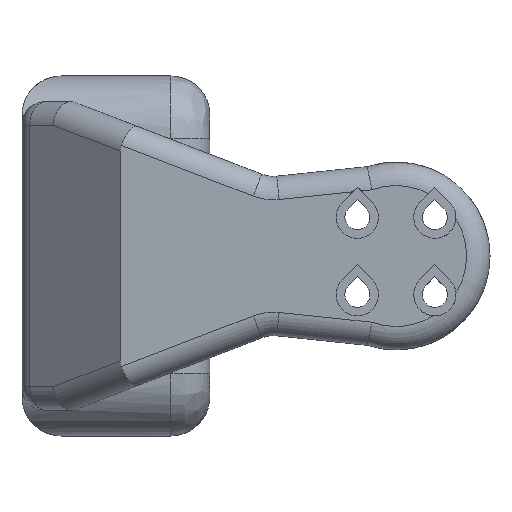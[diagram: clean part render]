
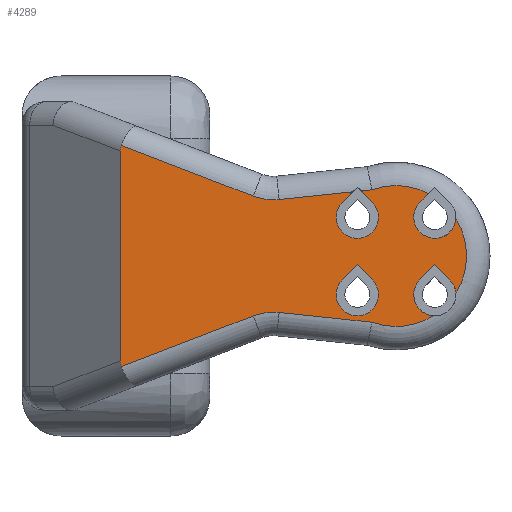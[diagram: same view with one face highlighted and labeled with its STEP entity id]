
A CAD part, front view. The second image highlights one B-rep face of the part: STEP entity #4289.
In plain terms, the highlighted planar face has unit normal (0, -1, 0).
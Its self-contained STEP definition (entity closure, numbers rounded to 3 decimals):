
#68=FACE_BOUND('',#615,.T.);
#109=ELLIPSE('',#4603,4.662,3.);
#110=ELLIPSE('',#4604,4.662,3.);
#177=CIRCLE('',#4591,7.2);
#180=CIRCLE('',#4595,7.2);
#181=CIRCLE('',#4596,9.);
#182=CIRCLE('',#4597,2.7);
#183=CIRCLE('',#4598,2.7);
#184=CIRCLE('',#4599,9.);
#185=CIRCLE('',#4600,2.7);
#186=CIRCLE('',#4601,9.);
#187=CIRCLE('',#4602,2.7);
#188=CIRCLE('',#4605,2.7);
#378=FACE_OUTER_BOUND('',#614,.T.);
#614=EDGE_LOOP('',(#3123,#3124,#3125,#3126,#3127,#3128,#3129,#3130,#3131,
#3132,#3133,#3134,#3135,#3136,#3137,#3138,#3139,#3140,#3141,#3142,#3143,
#3144));
#615=EDGE_LOOP('',(#3145,#3146,#3147));
#978=LINE('',#6578,#1431);
#979=LINE('',#6584,#1432);
#980=LINE('',#6586,#1433);
#981=LINE('',#6594,#1434);
#982=LINE('',#6598,#1435);
#983=LINE('',#6600,#1436);
#984=LINE('',#6604,#1437);
#985=LINE('',#6605,#1438);
#986=LINE('',#6607,#1439);
#987=LINE('',#6611,#1440);
#988=LINE('',#6614,#1441);
#989=LINE('',#6617,#1442);
#990=LINE('',#6620,#1443);
#1431=VECTOR('',#5262,5.873);
#1432=VECTOR('',#5267,1.195);
#1433=VECTOR('',#5268,2.521);
#1434=VECTOR('',#5275,2.757);
#1435=VECTOR('',#5278,5.873);
#1436=VECTOR('',#5279,2.757);
#1437=VECTOR('',#5282,2.757);
#1438=VECTOR('',#5283,5.873);
#1439=VECTOR('',#5284,18.051);
#1440=VECTOR('',#5287,26.808);
#1441=VECTOR('',#5290,18.051);
#1442=VECTOR('',#5291,1.195);
#1443=VECTOR('',#5294,2.757);
#1897=VERTEX_POINT('',#6568);
#1898=VERTEX_POINT('',#6569);
#1899=VERTEX_POINT('',#6574);
#1900=VERTEX_POINT('',#6575);
#1901=VERTEX_POINT('',#6577);
#1902=VERTEX_POINT('',#6579);
#1903=VERTEX_POINT('',#6581);
#1904=VERTEX_POINT('',#6583);
#1905=VERTEX_POINT('',#6585);
#1906=VERTEX_POINT('',#6587);
#1907=VERTEX_POINT('',#6589);
#1908=VERTEX_POINT('',#6591);
#1909=VERTEX_POINT('',#6593);
#1910=VERTEX_POINT('',#6595);
#1911=VERTEX_POINT('',#6597);
#1912=VERTEX_POINT('',#6599);
#1913=VERTEX_POINT('',#6601);
#1914=VERTEX_POINT('',#6603);
#1915=VERTEX_POINT('',#6606);
#1916=VERTEX_POINT('',#6608);
#1917=VERTEX_POINT('',#6610);
#1918=VERTEX_POINT('',#6612);
#1919=VERTEX_POINT('',#6615);
#1920=VERTEX_POINT('',#6616);
#1921=VERTEX_POINT('',#6618);
#2366=EDGE_CURVE('',#1897,#1898,#177,.T.);
#2369=EDGE_CURVE('',#1899,#1900,#180,.T.);
#2370=EDGE_CURVE('',#1900,#1901,#978,.T.);
#2371=EDGE_CURVE('',#1902,#1901,#181,.T.);
#2372=EDGE_CURVE('',#1902,#1903,#182,.F.);
#2373=EDGE_CURVE('',#1904,#1903,#979,.T.);
#2374=EDGE_CURVE('',#1905,#1904,#980,.T.);
#2375=EDGE_CURVE('',#1905,#1906,#183,.F.);
#2376=EDGE_CURVE('',#1907,#1906,#184,.T.);
#2377=EDGE_CURVE('',#1908,#1907,#185,.F.);
#2378=EDGE_CURVE('',#1909,#1908,#981,.T.);
#2379=EDGE_CURVE('',#1910,#1909,#186,.T.);
#2380=EDGE_CURVE('',#1910,#1911,#982,.T.);
#2381=EDGE_CURVE('',#1912,#1911,#983,.T.);
#2382=EDGE_CURVE('',#1913,#1912,#187,.F.);
#2383=EDGE_CURVE('',#1914,#1913,#984,.T.);
#2384=EDGE_CURVE('',#1914,#1897,#985,.T.);
#2385=EDGE_CURVE('',#1898,#1915,#986,.F.);
#2386=EDGE_CURVE('',#1915,#1916,#109,.F.);
#2387=EDGE_CURVE('',#1917,#1916,#987,.T.);
#2388=EDGE_CURVE('',#1917,#1918,#110,.F.);
#2389=EDGE_CURVE('',#1918,#1899,#988,.T.);
#2390=EDGE_CURVE('',#1919,#1920,#989,.T.);
#2391=EDGE_CURVE('',#1919,#1921,#188,.F.);
#2392=EDGE_CURVE('',#1920,#1921,#990,.T.);
#3123=ORIENTED_EDGE('',*,*,#2369,.T.);
#3124=ORIENTED_EDGE('',*,*,#2370,.T.);
#3125=ORIENTED_EDGE('',*,*,#2371,.F.);
#3126=ORIENTED_EDGE('',*,*,#2372,.T.);
#3127=ORIENTED_EDGE('',*,*,#2373,.F.);
#3128=ORIENTED_EDGE('',*,*,#2374,.F.);
#3129=ORIENTED_EDGE('',*,*,#2375,.T.);
#3130=ORIENTED_EDGE('',*,*,#2376,.F.);
#3131=ORIENTED_EDGE('',*,*,#2377,.F.);
#3132=ORIENTED_EDGE('',*,*,#2378,.F.);
#3133=ORIENTED_EDGE('',*,*,#2379,.F.);
#3134=ORIENTED_EDGE('',*,*,#2380,.T.);
#3135=ORIENTED_EDGE('',*,*,#2381,.F.);
#3136=ORIENTED_EDGE('',*,*,#2382,.F.);
#3137=ORIENTED_EDGE('',*,*,#2383,.F.);
#3138=ORIENTED_EDGE('',*,*,#2384,.T.);
#3139=ORIENTED_EDGE('',*,*,#2366,.T.);
#3140=ORIENTED_EDGE('',*,*,#2385,.T.);
#3141=ORIENTED_EDGE('',*,*,#2386,.T.);
#3142=ORIENTED_EDGE('',*,*,#2387,.F.);
#3143=ORIENTED_EDGE('',*,*,#2388,.T.);
#3144=ORIENTED_EDGE('',*,*,#2389,.T.);
#3145=ORIENTED_EDGE('',*,*,#2390,.F.);
#3146=ORIENTED_EDGE('',*,*,#2391,.T.);
#3147=ORIENTED_EDGE('',*,*,#2392,.F.);
#4125=PLANE('',#4594);
#4289=ADVANCED_FACE('',(#378,#68),#4125,.T.);
#4591=AXIS2_PLACEMENT_3D('',#6570,#5252,#5253);
#4594=AXIS2_PLACEMENT_3D('',#6573,#5258,#5259);
#4595=AXIS2_PLACEMENT_3D('',#6576,#5260,#5261);
#4596=AXIS2_PLACEMENT_3D('',#6580,#5263,#5264);
#4597=AXIS2_PLACEMENT_3D('',#6582,#5265,#5266);
#4598=AXIS2_PLACEMENT_3D('',#6588,#5269,#5270);
#4599=AXIS2_PLACEMENT_3D('',#6590,#5271,#5272);
#4600=AXIS2_PLACEMENT_3D('',#6592,#5273,#5274);
#4601=AXIS2_PLACEMENT_3D('',#6596,#5276,#5277);
#4602=AXIS2_PLACEMENT_3D('',#6602,#5280,#5281);
#4603=AXIS2_PLACEMENT_3D('',#6609,#5285,#5286);
#4604=AXIS2_PLACEMENT_3D('',#6613,#5288,#5289);
#4605=AXIS2_PLACEMENT_3D('',#6619,#5292,#5293);
#5252=DIRECTION('center_axis',(0.,1.,0.));
#5253=DIRECTION('ref_axis',(0.,0.,1.));
#5258=DIRECTION('center_axis',(0.,-1.,0.));
#5259=DIRECTION('ref_axis',(1.,0.,0.));
#5260=DIRECTION('center_axis',(0.,1.,0.));
#5261=DIRECTION('ref_axis',(0.,0.,1.));
#5262=DIRECTION('',(0.995,0.,-0.105));
#5263=DIRECTION('center_axis',(0.,1.,0.));
#5264=DIRECTION('ref_axis',(1.,0.,0.));
#5265=DIRECTION('center_axis',(0.,-1.,0.));
#5266=DIRECTION('ref_axis',(0.,0.,-1.));
#5267=DIRECTION('',(-0.7,0.,-0.714));
#5268=DIRECTION('',(-0.7,0.,0.714));
#5269=DIRECTION('center_axis',(0.,-1.,0.));
#5270=DIRECTION('ref_axis',(0.,0.,-1.));
#5271=DIRECTION('center_axis',(0.,1.,0.));
#5272=DIRECTION('ref_axis',(1.,0.,0.));
#5273=DIRECTION('center_axis',(0.,1.,0.));
#5274=DIRECTION('ref_axis',(0.,0.,1.));
#5275=DIRECTION('',(-0.7,0.,-0.714));
#5276=DIRECTION('center_axis',(0.,1.,0.));
#5277=DIRECTION('ref_axis',(1.,0.,0.));
#5278=DIRECTION('',(-0.995,0.,-0.105));
#5279=DIRECTION('',(-0.7,0.,0.714));
#5280=DIRECTION('center_axis',(0.,1.,0.));
#5281=DIRECTION('ref_axis',(0.,0.,1.));
#5282=DIRECTION('',(-0.7,0.,-0.714));
#5283=DIRECTION('',(-0.995,0.,-0.105));
#5284=DIRECTION('',(0.934,0.,-0.358));
#5285=DIRECTION('center_axis',(0.,1.,0.));
#5286=DIRECTION('ref_axis',(0.934,0.,-0.358));
#5287=DIRECTION('',(0.,0.,1.));
#5288=DIRECTION('center_axis',(0.,1.,0.));
#5289=DIRECTION('ref_axis',(0.934,0.,0.358));
#5290=DIRECTION('',(0.934,0.,0.358));
#5291=DIRECTION('',(-0.7,0.,0.714));
#5292=DIRECTION('center_axis',(0.,-1.,0.));
#5293=DIRECTION('ref_axis',(0.,0.,-1.));
#5294=DIRECTION('',(-0.7,0.,-0.714));
#6568=CARTESIAN_POINT('',(-26.934,0.2,7.216));
#6569=CARTESIAN_POINT('',(-30.267,0.2,7.655));
#6570=CARTESIAN_POINT('Origin',(-27.687,0.2,14.377));
#6573=CARTESIAN_POINT('Origin',(-12.,0.2,0.));
#6574=CARTESIAN_POINT('',(-30.267,0.2,-7.655));
#6575=CARTESIAN_POINT('',(-26.934,0.2,-7.216));
#6576=CARTESIAN_POINT('Origin',(-27.687,0.2,-14.377));
#6577=CARTESIAN_POINT('',(-15.057,0.2,-8.465));
#6578=CARTESIAN_POINT('',(-21.093,0.2,-7.83));
#6579=CARTESIAN_POINT('',(-7.247,0.2,-7.643));
#6580=CARTESIAN_POINT('Origin',(-12.,0.2,0.));
#6581=CARTESIAN_POINT('',(-8.979,0.2,-3.061));
#6582=CARTESIAN_POINT('Origin',(-7.05,0.2,-4.95));
#6583=CARTESIAN_POINT('',(-7.05,0.2,-1.091));
#6584=CARTESIAN_POINT('',(-7.05,0.2,-1.091));
#6585=CARTESIAN_POINT('',(-5.121,0.2,-3.061));
#6586=CARTESIAN_POINT('',(-5.286,0.2,-2.892));
#6587=CARTESIAN_POINT('',(-4.357,0.2,-4.753));
#6588=CARTESIAN_POINT('Origin',(-7.05,0.2,-4.95));
#6589=CARTESIAN_POINT('',(-4.357,0.2,4.753));
#6590=CARTESIAN_POINT('Origin',(-12.,0.2,0.));
#6591=CARTESIAN_POINT('',(-8.979,0.2,6.839));
#6592=CARTESIAN_POINT('Origin',(-7.05,0.2,4.95));
#6593=CARTESIAN_POINT('',(-7.854,0.2,7.988));
#6594=CARTESIAN_POINT('',(-7.05,0.2,8.809));
#6595=CARTESIAN_POINT('',(-15.057,0.2,8.465));
#6596=CARTESIAN_POINT('Origin',(-12.,0.2,0.));
#6597=CARTESIAN_POINT('',(-16.468,0.2,8.317));
#6598=CARTESIAN_POINT('',(-21.093,0.2,7.83));
#6599=CARTESIAN_POINT('',(-15.021,0.2,6.839));
#6600=CARTESIAN_POINT('',(-15.021,0.2,6.839));
#6601=CARTESIAN_POINT('',(-18.879,0.2,6.839));
#6602=CARTESIAN_POINT('Origin',(-16.95,0.2,4.95));
#6603=CARTESIAN_POINT('',(-17.542,0.2,8.204));
#6604=CARTESIAN_POINT('',(-16.95,0.2,8.809));
#6605=CARTESIAN_POINT('',(-21.093,0.2,7.83));
#6606=CARTESIAN_POINT('',(-47.119,0.2,14.124));
#6607=CARTESIAN_POINT('',(-47.119,0.2,14.124));
#6608=CARTESIAN_POINT('',(-47.25,0.2,13.404));
#6609=CARTESIAN_POINT('Origin',(-42.767,0.2,12.453));
#6610=CARTESIAN_POINT('',(-47.25,0.2,-13.404));
#6611=CARTESIAN_POINT('',(-47.25,0.2,-13.404));
#6612=CARTESIAN_POINT('',(-47.119,0.2,-14.124));
#6613=CARTESIAN_POINT('Origin',(-42.767,0.2,-12.453));
#6614=CARTESIAN_POINT('',(-47.119,0.2,-14.124));
#6615=CARTESIAN_POINT('',(-15.021,0.2,-3.061));
#6616=CARTESIAN_POINT('',(-16.95,0.2,-1.091));
#6617=CARTESIAN_POINT('',(-16.113,0.2,-1.945));
#6618=CARTESIAN_POINT('',(-18.879,0.2,-3.061));
#6619=CARTESIAN_POINT('Origin',(-16.95,0.2,-4.95));
#6620=CARTESIAN_POINT('',(-16.95,0.2,-1.091));
